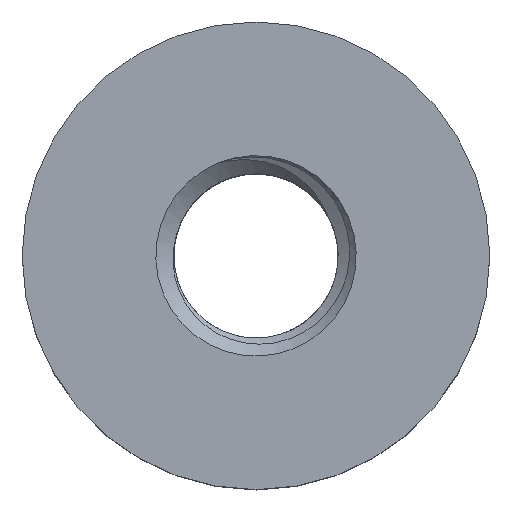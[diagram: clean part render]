
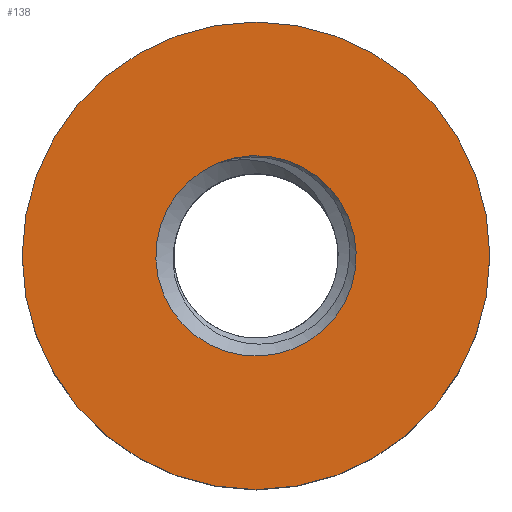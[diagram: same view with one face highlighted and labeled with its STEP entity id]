
A CAD part, top view. The second image highlights one B-rep face of the part: STEP entity #138.
In plain terms, the highlighted face is planar.
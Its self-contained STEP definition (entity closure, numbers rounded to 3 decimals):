
#36=PLANE('',#170);
#48=ORIENTED_EDGE('',*,*,#77,.T.);
#49=ORIENTED_EDGE('',*,*,#68,.F.);
#68=EDGE_CURVE('',#83,#83,#93,.T.);
#77=EDGE_CURVE('',#92,#92,#100,.T.);
#83=VERTEX_POINT('',#215);
#92=VERTEX_POINT('',#407);
#93=CIRCLE('',#160,3.5);
#100=CIRCLE('',#171,1.5);
#108=EDGE_LOOP('',(#48));
#109=EDGE_LOOP('',(#49));
#123=FACE_BOUND('',#108,.T.);
#124=FACE_BOUND('',#109,.T.);
#138=ADVANCED_FACE('',(#123,#124),#36,.F.);
#160=AXIS2_PLACEMENT_3D('',#214,#180,#181);
#170=AXIS2_PLACEMENT_3D('',#405,#200,#201);
#171=AXIS2_PLACEMENT_3D('',#406,#202,#203);
#180=DIRECTION('',(-1.,0.,0.));
#181=DIRECTION('',(0.,0.,1.));
#200=DIRECTION('',(-1.,0.,0.));
#201=DIRECTION('',(0.,0.,1.));
#202=DIRECTION('',(-1.,0.,0.));
#203=DIRECTION('',(0.,0.,1.));
#214=CARTESIAN_POINT('',(4.,0.,0.));
#215=CARTESIAN_POINT('',(4.,0.,3.5));
#405=CARTESIAN_POINT('',(4.,0.,0.));
#406=CARTESIAN_POINT('',(4.,0.,0.));
#407=CARTESIAN_POINT('',(4.,-1.387,-0.571));
